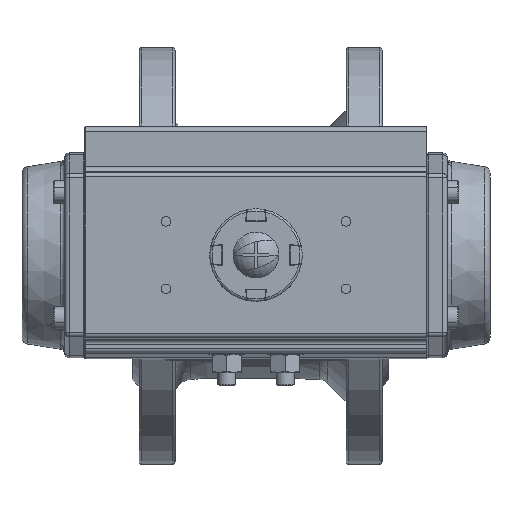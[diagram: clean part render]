
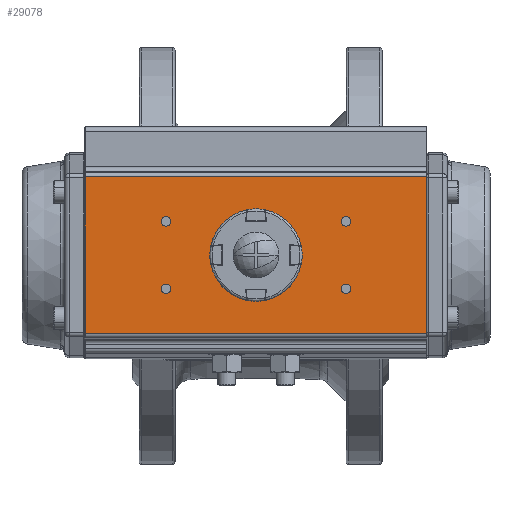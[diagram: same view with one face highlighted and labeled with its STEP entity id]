
A CAD part, top view. The second image highlights one B-rep face of the part: STEP entity #29078.
In plain terms, the highlighted planar face has unit normal (0, 0, 1).
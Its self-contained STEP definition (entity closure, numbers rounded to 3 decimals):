
#28939=CARTESIAN_POINT('',(76.,-34.843,217.));
#28940=DIRECTION('',(-0.,0.,-1.));
#28941=DIRECTION('',(-0.,1.,0.));
#28942=AXIS2_PLACEMENT_3D('',#28939,#28940,#28941);
#28943=PLANE('',#28942);
#28944=CARTESIAN_POINT('',(-37.9,-15.,217.));
#28945=VERTEX_POINT('',#28944);
#28946=CARTESIAN_POINT('',(-42.1,-15.,217.));
#28947=VERTEX_POINT('',#28946);
#28948=CARTESIAN_POINT('',(-40.,-15.,217.));
#28949=DIRECTION('',(0.,0.,1.));
#28950=DIRECTION('',(1.,0.,-0.));
#28951=AXIS2_PLACEMENT_3D('',#28948,#28949,#28950);
#28952=CIRCLE('',#28951,2.1);
#28953=EDGE_CURVE('NONE',#28945,#28947,#28952,.T.);
#28954=ORIENTED_EDGE('',*,*,#28953,.F.);
#28955=CARTESIAN_POINT('',(-40.,-15.,217.));
#28956=DIRECTION('',(0.,0.,1.));
#28957=DIRECTION('',(1.,0.,-0.));
#28958=AXIS2_PLACEMENT_3D('',#28955,#28956,#28957);
#28959=CIRCLE('',#28958,2.1);
#28960=EDGE_CURVE('NONE',#28947,#28945,#28959,.T.);
#28961=ORIENTED_EDGE('',*,*,#28960,.F.);
#28962=EDGE_LOOP('',(#28954,#28961));
#28963=FACE_BOUND('',#28962,.T.);
#28964=CARTESIAN_POINT('',(-37.9,15.,217.));
#28965=VERTEX_POINT('',#28964);
#28966=CARTESIAN_POINT('',(-42.1,15.,217.));
#28967=VERTEX_POINT('',#28966);
#28968=CARTESIAN_POINT('',(-40.,15.,217.));
#28969=DIRECTION('',(0.,0.,1.));
#28970=DIRECTION('',(1.,0.,-0.));
#28971=AXIS2_PLACEMENT_3D('',#28968,#28969,#28970);
#28972=CIRCLE('',#28971,2.1);
#28973=EDGE_CURVE('NONE',#28965,#28967,#28972,.T.);
#28974=ORIENTED_EDGE('',*,*,#28973,.F.);
#28975=CARTESIAN_POINT('',(-40.,15.,217.));
#28976=DIRECTION('',(0.,0.,1.));
#28977=DIRECTION('',(1.,0.,-0.));
#28978=AXIS2_PLACEMENT_3D('',#28975,#28976,#28977);
#28979=CIRCLE('',#28978,2.1);
#28980=EDGE_CURVE('NONE',#28967,#28965,#28979,.T.);
#28981=ORIENTED_EDGE('',*,*,#28980,.F.);
#28982=EDGE_LOOP('',(#28974,#28981));
#28983=FACE_BOUND('',#28982,.T.);
#28984=CARTESIAN_POINT('',(42.1,15.,217.));
#28985=VERTEX_POINT('',#28984);
#28986=CARTESIAN_POINT('',(37.9,15.,217.));
#28987=VERTEX_POINT('',#28986);
#28988=CARTESIAN_POINT('',(40.,15.,217.));
#28989=DIRECTION('',(0.,0.,1.));
#28990=DIRECTION('',(1.,0.,-0.));
#28991=AXIS2_PLACEMENT_3D('',#28988,#28989,#28990);
#28992=CIRCLE('',#28991,2.1);
#28993=EDGE_CURVE('NONE',#28985,#28987,#28992,.T.);
#28994=ORIENTED_EDGE('',*,*,#28993,.F.);
#28995=CARTESIAN_POINT('',(40.,15.,217.));
#28996=DIRECTION('',(0.,0.,1.));
#28997=DIRECTION('',(1.,0.,-0.));
#28998=AXIS2_PLACEMENT_3D('',#28995,#28996,#28997);
#28999=CIRCLE('',#28998,2.1);
#29000=EDGE_CURVE('NONE',#28987,#28985,#28999,.T.);
#29001=ORIENTED_EDGE('',*,*,#29000,.F.);
#29002=EDGE_LOOP('',(#28994,#29001));
#29003=FACE_BOUND('',#29002,.T.);
#29004=CARTESIAN_POINT('',(42.1,-15.,217.));
#29005=VERTEX_POINT('',#29004);
#29006=CARTESIAN_POINT('',(37.9,-15.,217.));
#29007=VERTEX_POINT('',#29006);
#29008=CARTESIAN_POINT('',(40.,-15.,217.));
#29009=DIRECTION('',(0.,0.,1.));
#29010=DIRECTION('',(1.,0.,-0.));
#29011=AXIS2_PLACEMENT_3D('',#29008,#29009,#29010);
#29012=CIRCLE('',#29011,2.1);
#29013=EDGE_CURVE('NONE',#29005,#29007,#29012,.T.);
#29014=ORIENTED_EDGE('',*,*,#29013,.F.);
#29015=CARTESIAN_POINT('',(40.,-15.,217.));
#29016=DIRECTION('',(0.,0.,1.));
#29017=DIRECTION('',(1.,0.,-0.));
#29018=AXIS2_PLACEMENT_3D('',#29015,#29016,#29017);
#29019=CIRCLE('',#29018,2.1);
#29020=EDGE_CURVE('NONE',#29007,#29005,#29019,.T.);
#29021=ORIENTED_EDGE('',*,*,#29020,.F.);
#29022=EDGE_LOOP('',(#29014,#29021));
#29023=FACE_BOUND('',#29022,.T.);
#29024=CARTESIAN_POINT('',(75.845,34.843,217.));
#29025=VERTEX_POINT('',#29024);
#29026=CARTESIAN_POINT('',(-75.845,34.843,217.));
#29027=VERTEX_POINT('',#29026);
#29028=CARTESIAN_POINT('',(75.845,34.843,217.));
#29029=DIRECTION('',(-1.,-0.,0.));
#29030=VECTOR('',#29029,151.689);
#29031=LINE('',#29028,#29030);
#29032=EDGE_CURVE('',#29025,#29027,#29031,.T.);
#29033=ORIENTED_EDGE('',*,*,#29032,.T.);
#29034=CARTESIAN_POINT('',(-75.845,-34.843,217.));
#29035=VERTEX_POINT('',#29034);
#29036=CARTESIAN_POINT('',(-75.845,34.843,217.));
#29037=DIRECTION('',(0.,-1.,-0.));
#29038=VECTOR('',#29037,69.686);
#29039=LINE('',#29036,#29038);
#29040=EDGE_CURVE('',#29027,#29035,#29039,.T.);
#29041=ORIENTED_EDGE('',*,*,#29040,.T.);
#29042=CARTESIAN_POINT('',(75.845,-34.843,217.));
#29043=VERTEX_POINT('',#29042);
#29044=CARTESIAN_POINT('',(75.845,-34.843,217.));
#29045=DIRECTION('',(-1.,-0.,0.));
#29046=VECTOR('',#29045,151.689);
#29047=LINE('',#29044,#29046);
#29048=EDGE_CURVE('',#29043,#29035,#29047,.T.);
#29049=ORIENTED_EDGE('',*,*,#29048,.F.);
#29050=CARTESIAN_POINT('',(75.845,-34.843,217.));
#29051=DIRECTION('',(-0.,1.,0.));
#29052=VECTOR('',#29051,69.686);
#29053=LINE('',#29050,#29052);
#29054=EDGE_CURVE('',#29043,#29025,#29053,.T.);
#29055=ORIENTED_EDGE('',*,*,#29054,.T.);
#29056=EDGE_LOOP('',(#29033,#29041,#29049,#29055));
#29057=FACE_BOUND('',#29056,.T.);
#29058=CARTESIAN_POINT('',(-9.,0.,217.));
#29059=VERTEX_POINT('',#29058);
#29060=CARTESIAN_POINT('',(9.,0.,217.));
#29061=VERTEX_POINT('',#29060);
#29062=CARTESIAN_POINT('',(0.,0.,217.));
#29063=DIRECTION('',(-0.,0.,-1.));
#29064=DIRECTION('',(1.,0.,-0.));
#29065=AXIS2_PLACEMENT_3D('',#29062,#29063,#29064);
#29066=CIRCLE('',#29065,9.);
#29067=EDGE_CURVE('',#29059,#29061,#29066,.T.);
#29068=ORIENTED_EDGE('',*,*,#29067,.T.);
#29069=CARTESIAN_POINT('',(0.,0.,217.));
#29070=DIRECTION('',(-0.,0.,-1.));
#29071=DIRECTION('',(1.,0.,-0.));
#29072=AXIS2_PLACEMENT_3D('',#29069,#29070,#29071);
#29073=CIRCLE('',#29072,9.);
#29074=EDGE_CURVE('',#29061,#29059,#29073,.T.);
#29075=ORIENTED_EDGE('',*,*,#29074,.T.);
#29076=EDGE_LOOP('',(#29068,#29075));
#29077=FACE_BOUND('',#29076,.T.);
#29078=ADVANCED_FACE('',(#28963,#28983,#29003,#29023,#29057,#29077),#28943,.F.);
